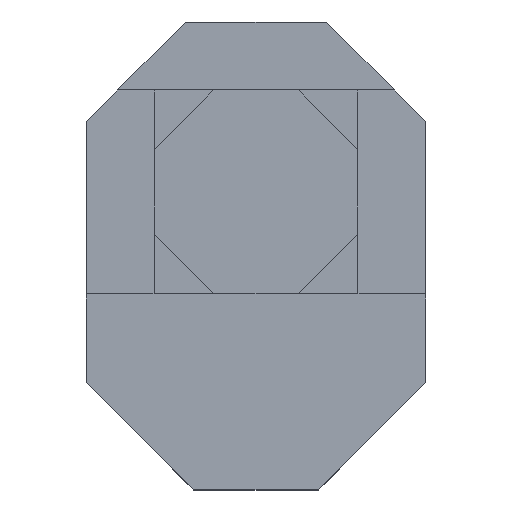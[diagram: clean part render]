
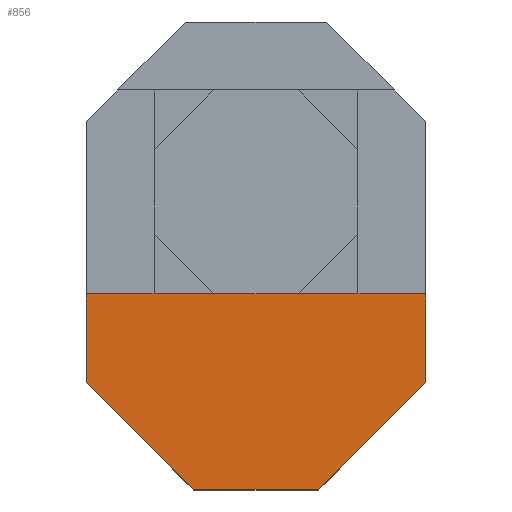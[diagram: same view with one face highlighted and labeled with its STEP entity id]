
A CAD part, top view. The second image highlights one B-rep face of the part: STEP entity #856.
In plain terms, the highlighted planar face has unit normal (0, 0, 1).
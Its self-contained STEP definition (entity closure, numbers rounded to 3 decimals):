
#30=FACE_OUTER_BOUND('',#78,.T.);
#78=EDGE_LOOP('',(#577,#578,#579,#580,#581,#582));
#128=LINE('',#1202,#244);
#133=LINE('',#1211,#249);
#139=LINE('',#1226,#255);
#140=LINE('',#1228,#256);
#141=LINE('',#1229,#257);
#142=LINE('',#1230,#258);
#244=VECTOR('',#977,10.);
#249=VECTOR('',#984,10.);
#255=VECTOR('',#994,10.);
#256=VECTOR('',#995,10.);
#257=VECTOR('',#996,10.);
#258=VECTOR('',#997,10.);
#359=VERTEX_POINT('',#1199);
#360=VERTEX_POINT('',#1201);
#363=VERTEX_POINT('',#1209);
#369=VERTEX_POINT('',#1224);
#370=VERTEX_POINT('',#1225);
#371=VERTEX_POINT('',#1227);
#439=EDGE_CURVE('',#360,#359,#128,.T.);
#444=EDGE_CURVE('',#363,#359,#133,.T.);
#450=EDGE_CURVE('',#369,#370,#139,.T.);
#451=EDGE_CURVE('',#370,#371,#140,.T.);
#452=EDGE_CURVE('',#371,#360,#141,.T.);
#453=EDGE_CURVE('',#363,#369,#142,.T.);
#577=ORIENTED_EDGE('',*,*,#450,.T.);
#578=ORIENTED_EDGE('',*,*,#451,.T.);
#579=ORIENTED_EDGE('',*,*,#452,.T.);
#580=ORIENTED_EDGE('',*,*,#439,.T.);
#581=ORIENTED_EDGE('',*,*,#444,.F.);
#582=ORIENTED_EDGE('',*,*,#453,.T.);
#810=PLANE('',#918);
#856=ADVANCED_FACE('',(#30),#810,.T.);
#918=AXIS2_PLACEMENT_3D('',#1223,#992,#993);
#977=DIRECTION('',(1.,0.,0.));
#984=DIRECTION('',(-0.707,-0.707,0.));
#992=DIRECTION('center_axis',(0.,0.,1.));
#993=DIRECTION('ref_axis',(-1.,0.,0.));
#994=DIRECTION('',(-1.,0.,0.));
#995=DIRECTION('',(0.,-1.,0.));
#996=DIRECTION('',(0.707,-0.707,0.));
#997=DIRECTION('',(0.,1.,0.));
#1199=CARTESIAN_POINT('',(3.121,-14.9,3.2));
#1201=CARTESIAN_POINT('',(-3.121,-14.9,3.2));
#1202=CARTESIAN_POINT('',(-3.121,-14.9,3.2));
#1209=CARTESIAN_POINT('',(8.5,-9.521,3.2));
#1211=CARTESIAN_POINT('',(4.766,-13.255,3.2));
#1223=CARTESIAN_POINT('Origin',(0.,0.,3.2));
#1224=CARTESIAN_POINT('',(8.5,-5.1,3.2));
#1225=CARTESIAN_POINT('',(-8.5,-5.1,3.2));
#1226=CARTESIAN_POINT('',(2.55,-5.1,3.2));
#1227=CARTESIAN_POINT('',(-8.5,-9.521,3.2));
#1228=CARTESIAN_POINT('',(-8.5,3.521,3.2));
#1229=CARTESIAN_POINT('',(-3.521,-14.5,3.2));
#1230=CARTESIAN_POINT('',(8.5,-3.521,3.2));
